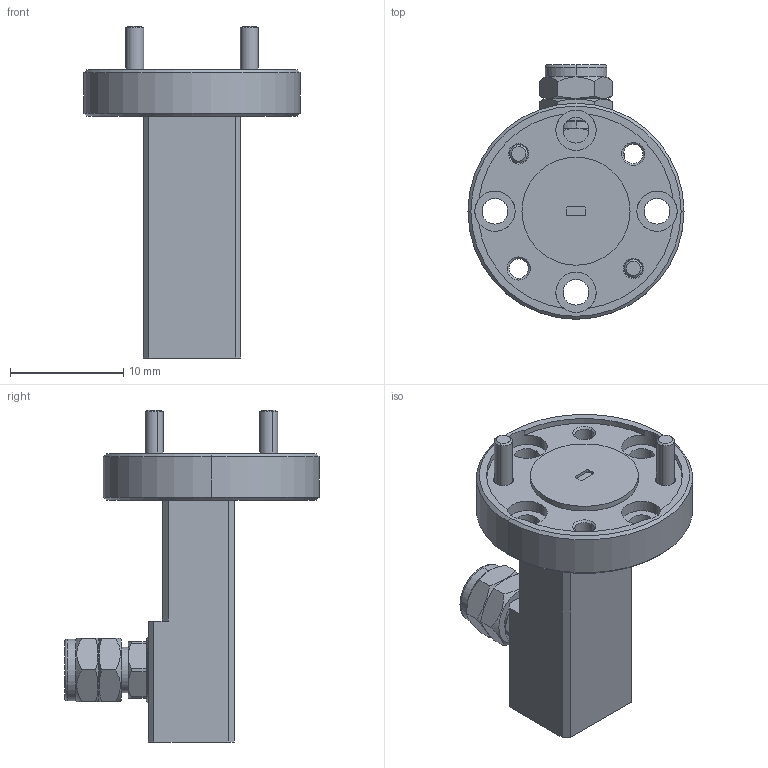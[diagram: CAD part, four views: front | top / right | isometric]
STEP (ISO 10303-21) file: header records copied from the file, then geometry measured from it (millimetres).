
FILE_DESCRIPTION (( 'STEP AP203' ), '1' );
FILE_NAME ('WC-DR-A, Male.STEP', '2024-06-20T19:52:01', ( '' ), ( '' ), 'SwSTEP 2.0', 'SolidWorks 2021', '' );
FILE_SCHEMA (( 'CONFIG_CONTROL_DESIGN' ));
Length unit declared in the file: inch
Products named in the file (1): WC-DR-A, Male
Bounding box: 19.05 x 22.47 x 29.27 mm (x, y, z)
Volume: 2442.6 mm3; surface area: 1883.8 mm2
Topology: 3 solids, 3 shells, 147 faces, 368 edges, 236 vertices
Faces by surface type: plane 53, cylinder 51, cone 36, bspline 5, torus 2
Entity records: 5642 total; most frequent: CARTESIAN_POINT 2009, DIRECTION 748, ORIENTED_EDGE 736, EDGE_CURVE 368, AXIS2_PLACEMENT_3D 293, VERTEX_POINT 236, EDGE_LOOP 172, LINE 162
